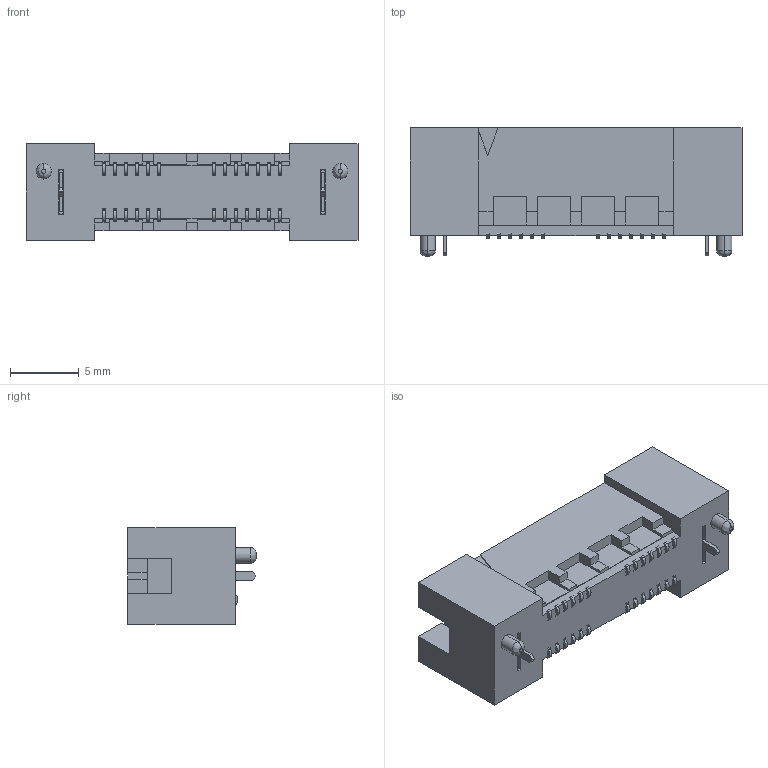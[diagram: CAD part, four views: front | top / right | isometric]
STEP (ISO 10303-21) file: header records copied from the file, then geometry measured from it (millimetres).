
FILE_DESCRIPTION (( 'STEP AP214' ), '1' );
FILE_NAME ('HSEC8-113-01-L-DV-A-L2.STEP', '2018-03-20T14:10:05', ( '' ), ( '' ), 'SwSTEP 2.0', 'SolidWorks 2018', '' );
FILE_SCHEMA (( 'AUTOMOTIVE_DESIGN' ));
Length unit declared in the file: millimetre
Products named in the file (5): _HSEC8_113_01_L_DV_A_L2ter_2; _C_188_02_Pin_7_01_6; HSEC8-113-01-L-DV-A-L2; _C_188_02_Pin_6_01_4; _WT_25_09_Latching_Option_L2_8
Assembly tree (5 placements, depth 2):
  HSEC8-113-01-L-DV-A-L2
    _HSEC8_113_01_L_DV_A_L2ter_2
    _C_188_02_Pin_6_01_4
    _C_188_02_Pin_7_01_6
    _WT_25_09_Latching_Option_L2_8  x2
Bounding box: 24.06 x 9.3 x 7 mm (x, y, z)
Volume: 850.3 mm3; surface area: 1725.8 mm2
Topology: 5 solids, 5 shells, 1190 faces, 3517 edges, 2339 vertices
Faces by surface type: plane 870, cylinder 316, bspline 4
Entity records: 44215 total; most frequent: CARTESIAN_POINT 7988, ORIENTED_EDGE 6950, DIRECTION 5887, EDGE_CURVE 3475, LINE 2779, VECTOR 2779, VERTEX_POINT 2311, AXIS2_PLACEMENT_3D 1554
